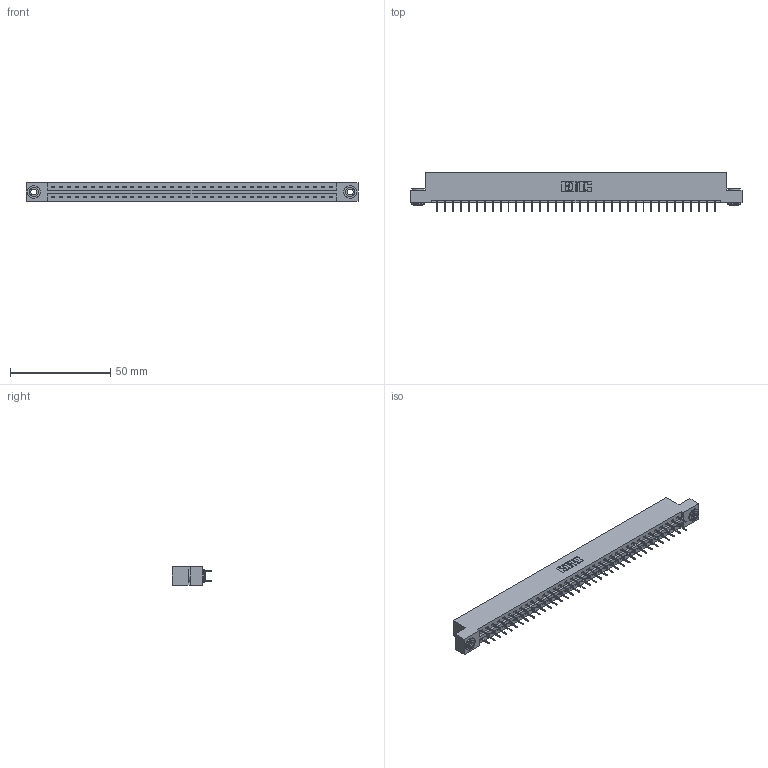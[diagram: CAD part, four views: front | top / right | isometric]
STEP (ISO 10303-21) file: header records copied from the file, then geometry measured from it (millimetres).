
FILE_DESCRIPTION (( 'STEP AP203' ), '1' );
FILE_NAME ('337-072-524-203.STEP', '2018-08-11T14:23:46', ( '' ), ( '' ), 'SwSTEP 2.0', 'SolidWorks 2016', '' );
FILE_SCHEMA (( 'CONFIG_CONTROL_DESIGN' ));
Length unit declared in the file: inch
Products named in the file (4): 345-250-002_345-250-002-102; 337-072-524-203; 337 Part_Flush Mounting Lugs - 0.156 Dia-TH; 345-292-001_345-293-124
Assembly tree (75 placements, depth 2):
  337-072-524-203
    337 Part_Flush Mounting Lugs - 0.156 Dia-TH
    345-292-001_345-293-124  x72
    345-250-002_345-250-002-102  x2
Bounding box: 165.66 x 19.69 x 9.4 mm (x, y, z)
Volume: 17289 mm3; surface area: 19373.9 mm2
Topology: 75 solids, 75 shells, 4328 faces, 12267 edges, 7886 vertices
Faces by surface type: plane 3248, cylinder 1072, cone 8
Entity records: 29412 total; most frequent: CARTESIAN_POINT 4933, ORIENTED_EDGE 4862, DIRECTION 4241, EDGE_CURVE 2431, LINE 2283, VECTOR 2283, VERTEX_POINT 1614, AXIS2_PLACEMENT_3D 979
